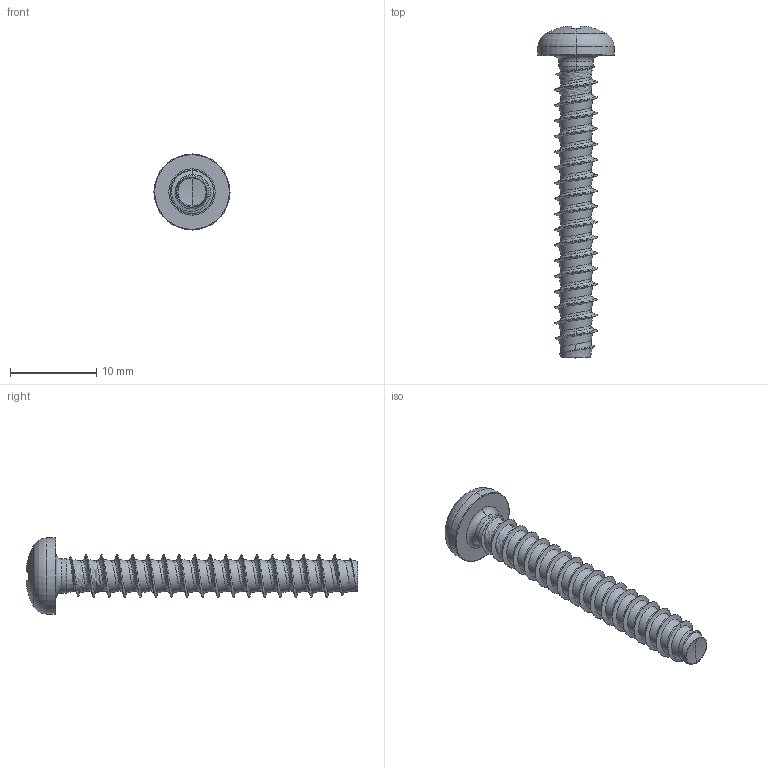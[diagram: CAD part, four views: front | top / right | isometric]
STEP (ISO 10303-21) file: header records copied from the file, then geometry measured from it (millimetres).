
FILE_DESCRIPTION (( 'STEP AP203' ), '1' );
FILE_NAME ('STP220500350.STEP', '2017-08-15T03:27:49', ( '' ), ( '' ), 'SwSTEP 2.0', 'SolidWorks 2015', '' );
FILE_SCHEMA (( 'CONFIG_CONTROL_DESIGN' ));
Length unit declared in the file: millimetre
Products named in the file (1): STP220500350
Bounding box: 8.8 x 38.44 x 8.8 mm (x, y, z)
Volume: 555.8 mm3; surface area: 840.9 mm2
Topology: 1 solids, 1 shells, 206 faces, 503 edges, 299 vertices
Faces by surface type: cylinder 64, bspline 55, plane 30, torus 28, sphere 20, cone 9
Entity records: 37665 total; most frequent: CARTESIAN_POINT 33339, ORIENTED_EDGE 1002, DIRECTION 777, EDGE_CURVE 501, AXIS2_PLACEMENT_3D 334, VERTEX_POINT 299, EDGE_LOOP 208, ADVANCED_FACE 206
